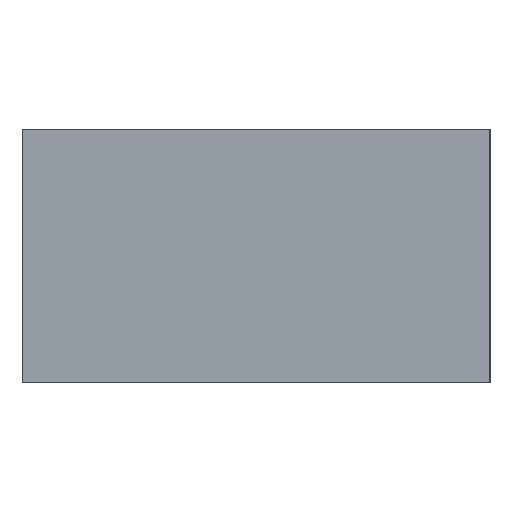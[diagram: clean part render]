
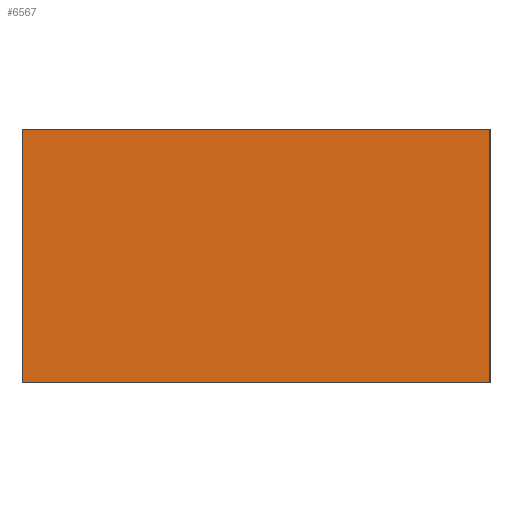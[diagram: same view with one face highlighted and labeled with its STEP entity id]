
A CAD part, left-side view. The second image highlights one B-rep face of the part: STEP entity #6567.
In plain terms, the highlighted planar face has unit normal (-1, 0, 0).
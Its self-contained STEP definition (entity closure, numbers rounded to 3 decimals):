
#559=ORIENTED_EDGE('',*,*,#1529,.T.);
#560=ORIENTED_EDGE('',*,*,#1530,.F.);
#561=ORIENTED_EDGE('',*,*,#1531,.T.);
#562=ORIENTED_EDGE('',*,*,#1488,.T.);
#1488=EDGE_CURVE('',#1974,#1973,#2376,.T.);
#1529=EDGE_CURVE('',#1973,#2013,#2402,.T.);
#1530=EDGE_CURVE('',#2014,#2013,#2403,.T.);
#1531=EDGE_CURVE('',#2014,#1974,#2404,.T.);
#1973=VERTEX_POINT('',#9006);
#1974=VERTEX_POINT('',#9008);
#2013=VERTEX_POINT('',#9229);
#2014=VERTEX_POINT('',#9231);
#2376=LINE('',#9007,#2564);
#2402=LINE('',#9228,#2590);
#2403=LINE('',#9230,#2591);
#2404=LINE('',#9232,#2592);
#2564=VECTOR('',#7555,1000.);
#2590=VECTOR('',#7595,1000.);
#2591=VECTOR('',#7596,1000.);
#2592=VECTOR('',#7597,1000.);
#2737=EDGE_LOOP('',(#559,#560,#561,#562));
#3353=FACE_BOUND('',#2737,.T.);
#3955=PLANE('',#6927);
#6567=ADVANCED_FACE('',(#3353),#3955,.F.);
#6927=AXIS2_PLACEMENT_3D('',#9227,#7593,#7594);
#7555=DIRECTION('',(0.,0.,-1.));
#7593=DIRECTION('',(1.,0.,0.));
#7594=DIRECTION('',(0.,0.,-1.));
#7595=DIRECTION('',(0.,-1.,0.));
#7596=DIRECTION('',(0.,0.,-1.));
#7597=DIRECTION('',(0.,1.,0.));
#9006=CARTESIAN_POINT('',(-52.5,25.,0.));
#9007=CARTESIAN_POINT('',(-52.5,25.,15.));
#9008=CARTESIAN_POINT('',(-52.5,25.,27.1));
#9227=CARTESIAN_POINT('',(-52.5,25.,15.));
#9228=CARTESIAN_POINT('',(-52.5,25.,0.));
#9229=CARTESIAN_POINT('',(-52.5,-25.,0.));
#9230=CARTESIAN_POINT('',(-52.5,-25.,15.));
#9231=CARTESIAN_POINT('',(-52.5,-25.,27.1));
#9232=CARTESIAN_POINT('',(-52.5,-25.,27.1));
